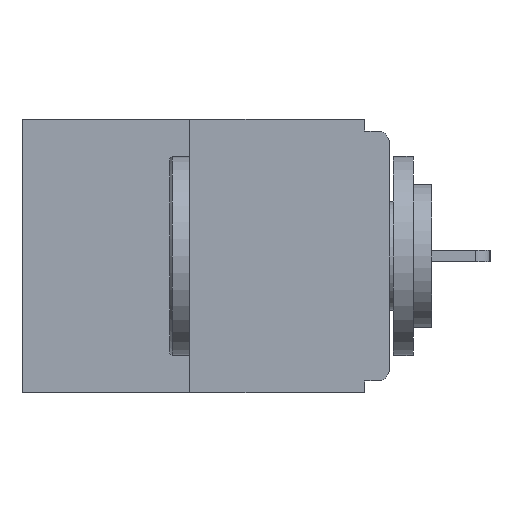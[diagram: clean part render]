
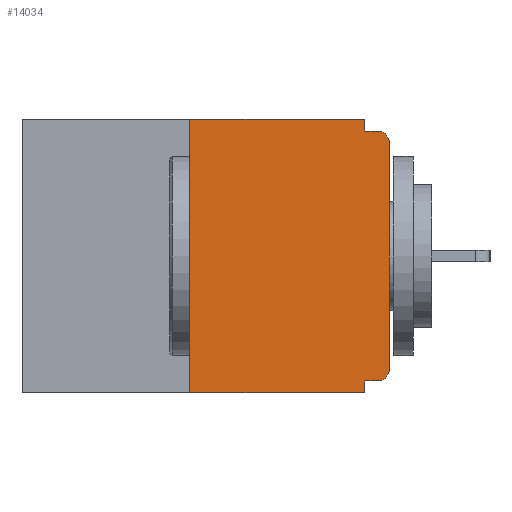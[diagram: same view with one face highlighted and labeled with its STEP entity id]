
A CAD part, left-side view. The second image highlights one B-rep face of the part: STEP entity #14034.
In plain terms, the highlighted planar face has unit normal (-1, 0, 0).
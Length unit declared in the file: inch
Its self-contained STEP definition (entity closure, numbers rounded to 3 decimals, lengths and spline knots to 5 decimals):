
#59 = ORIENTED_EDGE ( 'NONE', *, *, #15841, .T. ) ;
#61 = EDGE_CURVE ( 'NONE', #5479, #10810, #12470, .T. ) ;
#94 = CARTESIAN_POINT ( 'NONE',  ( 0., 0.031, -0.328 ) ) ;
#313 = VECTOR ( 'NONE', #14559, 39.37008 ) ;
#442 = CARTESIAN_POINT ( 'NONE',  ( 0., 0.25, -0.343 ) ) ;
#626 = CARTESIAN_POINT ( 'NONE',  ( 0., 0.015, -0.328 ) ) ;
#705 = ORIENTED_EDGE ( 'NONE', *, *, #16790, .T. ) ;
#764 = EDGE_CURVE ( 'NONE', #2058, #7966, #8598, .T. ) ;
#1066 = VECTOR ( 'NONE', #11892, 39.37008 ) ;
#1114 = VERTEX_POINT ( 'NONE', #20123 ) ;
#1207 = DIRECTION ( 'NONE',  ( 0., 0., -1. ) ) ;
#1331 = AXIS2_PLACEMENT_3D ( 'NONE', #18866, #2779, #4469 ) ;
#1438 = CARTESIAN_POINT ( 'NONE',  ( 0., 0., -0.313 ) ) ;
#2058 = VERTEX_POINT ( 'NONE', #4263 ) ;
#2286 = CARTESIAN_POINT ( 'NONE',  ( 0., 0.015, -0.015 ) ) ;
#2297 = VECTOR ( 'NONE', #13187, 39.37008 ) ;
#2344 = AXIS2_PLACEMENT_3D ( 'NONE', #17207, #7573, #1207 ) ;
#2434 = LINE ( 'NONE', #18216, #1066 ) ;
#2462 = CARTESIAN_POINT ( 'NONE',  ( 0., 0., -0.328 ) ) ;
#2498 = DIRECTION ( 'NONE',  ( 0., -1., 0. ) ) ;
#2542 = VECTOR ( 'NONE', #5800, 39.37008 ) ;
#2779 = DIRECTION ( 'NONE',  ( -1., 0., 0. ) ) ;
#3520 = DIRECTION ( 'NONE',  ( 0., 0., -1. ) ) ;
#3648 = ORIENTED_EDGE ( 'NONE', *, *, #18124, .T. ) ;
#3749 = VECTOR ( 'NONE', #2498, 39.37008 ) ;
#3987 = LINE ( 'NONE', #13674, #2542 ) ;
#4263 = CARTESIAN_POINT ( 'NONE',  ( 0., 0.25, 0. ) ) ;
#4469 = DIRECTION ( 'NONE',  ( 0., 0., -1. ) ) ;
#4688 = EDGE_CURVE ( 'NONE', #7966, #5479, #17538, .T. ) ;
#4710 = VERTEX_POINT ( 'NONE', #1438 ) ;
#4821 = EDGE_CURVE ( 'NONE', #18119, #4710, #7434, .T. ) ;
#4822 = CARTESIAN_POINT ( 'NONE',  ( 0., 0.031, 0. ) ) ;
#4872 = CARTESIAN_POINT ( 'NONE',  ( 0., 0.031, -0.015 ) ) ;
#5220 = CARTESIAN_POINT ( 'NONE',  ( 0., 0.46, 0. ) ) ;
#5479 = VERTEX_POINT ( 'NONE', #4872 ) ;
#5672 = DIRECTION ( 'NONE',  ( 0., 0., -1. ) ) ;
#5776 = AXIS2_PLACEMENT_3D ( 'NONE', #14900, #11605, #3520 ) ;
#5800 = DIRECTION ( 'NONE',  ( 0., 0., 1. ) ) ;
#5873 = PLANE ( 'NONE',  #2344 ) ;
#6347 = VERTEX_POINT ( 'NONE', #442 ) ;
#7434 = CIRCLE ( 'NONE', #1331, 0.015 ) ;
#7573 = DIRECTION ( 'NONE',  ( 1., 0., 0. ) ) ;
#7658 = CARTESIAN_POINT ( 'NONE',  ( 0., 0.031, 0. ) ) ;
#7770 = VECTOR ( 'NONE', #11298, 39.37008 ) ;
#7966 = VERTEX_POINT ( 'NONE', #7658 ) ;
#8250 = ORIENTED_EDGE ( 'NONE', *, *, #9107, .F. ) ;
#8379 = VERTEX_POINT ( 'NONE', #94 ) ;
#8598 = LINE ( 'NONE', #5220, #2297 ) ;
#9101 = EDGE_LOOP ( 'NONE', ( #16854, #8250, #3648, #18015, #16549, #18304, #59, #705, #14779, #9917 ) ) ;
#9107 = EDGE_CURVE ( 'NONE', #6347, #2058, #3987, .T. ) ;
#9917 = ORIENTED_EDGE ( 'NONE', *, *, #4688, .F. ) ;
#10154 = VERTEX_POINT ( 'NONE', #12516 ) ;
#10655 = FACE_OUTER_BOUND ( 'NONE', #9101, .T. ) ;
#10810 = VERTEX_POINT ( 'NONE', #2286 ) ;
#11298 = DIRECTION ( 'NONE',  ( 0., 0., -1. ) ) ;
#11366 = LINE ( 'NONE', #17608, #313 ) ;
#11605 = DIRECTION ( 'NONE',  ( -1., 0., 0. ) ) ;
#11892 = DIRECTION ( 'NONE',  ( 0., -1., 0. ) ) ;
#11944 = LINE ( 'NONE', #20166, #20595 ) ;
#12470 = LINE ( 'NONE', #17016, #3749 ) ;
#12516 = CARTESIAN_POINT ( 'NONE',  ( 0., 0.031, -0.343 ) ) ;
#13187 = DIRECTION ( 'NONE',  ( 0., -1., 0. ) ) ;
#13674 = CARTESIAN_POINT ( 'NONE',  ( 0., 0.25, 0. ) ) ;
#13724 = DIRECTION ( 'NONE',  ( 0., 1., 0. ) ) ;
#13984 = EDGE_CURVE ( 'NONE', #8379, #10154, #11944, .T. ) ;
#14034 = ADVANCED_FACE ( 'NONE', ( #10655 ), #5873, .F. ) ;
#14326 = VECTOR ( 'NONE', #13724, 39.37008 ) ;
#14559 = DIRECTION ( 'NONE',  ( 0., 0., 1. ) ) ;
#14779 = ORIENTED_EDGE ( 'NONE', *, *, #61, .F. ) ;
#14900 = CARTESIAN_POINT ( 'NONE',  ( 0., 0.015, -0.03 ) ) ;
#15203 = LINE ( 'NONE', #2462, #14326 ) ;
#15841 = EDGE_CURVE ( 'NONE', #4710, #1114, #11366, .T. ) ;
#16549 = ORIENTED_EDGE ( 'NONE', *, *, #18885, .F. ) ;
#16790 = EDGE_CURVE ( 'NONE', #1114, #10810, #19636, .T. ) ;
#16854 = ORIENTED_EDGE ( 'NONE', *, *, #764, .F. ) ;
#17016 = CARTESIAN_POINT ( 'NONE',  ( 0., 0., -0.015 ) ) ;
#17207 = CARTESIAN_POINT ( 'NONE',  ( 0., 0.46, 0. ) ) ;
#17538 = LINE ( 'NONE', #4822, #7770 ) ;
#17608 = CARTESIAN_POINT ( 'NONE',  ( 0., 0., 0. ) ) ;
#18015 = ORIENTED_EDGE ( 'NONE', *, *, #13984, .F. ) ;
#18119 = VERTEX_POINT ( 'NONE', #626 ) ;
#18124 = EDGE_CURVE ( 'NONE', #6347, #10154, #2434, .T. ) ;
#18216 = CARTESIAN_POINT ( 'NONE',  ( 0., 0.46, -0.343 ) ) ;
#18304 = ORIENTED_EDGE ( 'NONE', *, *, #4821, .T. ) ;
#18866 = CARTESIAN_POINT ( 'NONE',  ( 0., 0.015, -0.313 ) ) ;
#18885 = EDGE_CURVE ( 'NONE', #18119, #8379, #15203, .T. ) ;
#19636 = CIRCLE ( 'NONE', #5776, 0.015 ) ;
#20123 = CARTESIAN_POINT ( 'NONE',  ( 0., 0., -0.03 ) ) ;
#20166 = CARTESIAN_POINT ( 'NONE',  ( 0., 0.031, -0.343 ) ) ;
#20595 = VECTOR ( 'NONE', #5672, 39.37008 ) ;
